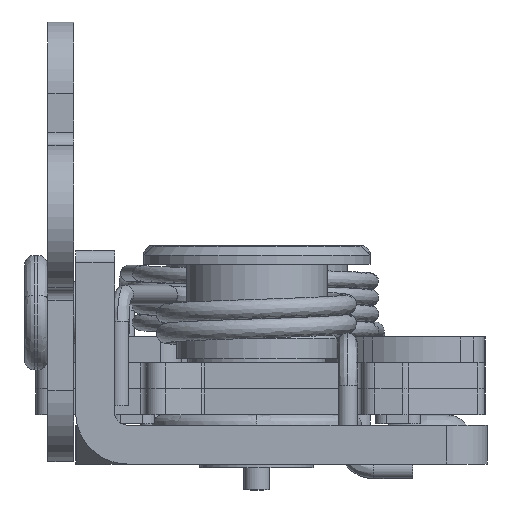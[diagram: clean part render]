
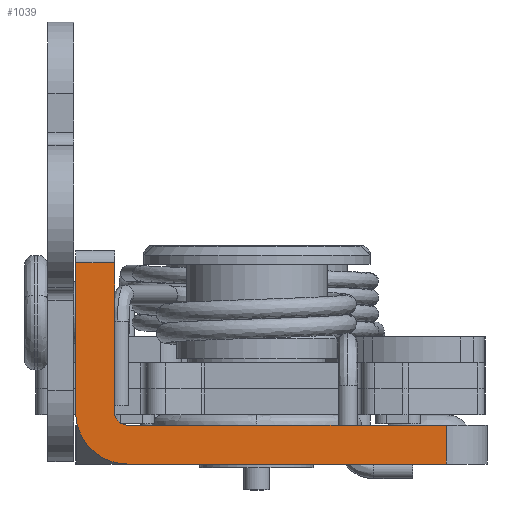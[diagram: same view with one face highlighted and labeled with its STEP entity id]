
A CAD part, left-side view. The second image highlights one B-rep face of the part: STEP entity #1039.
In plain terms, the highlighted planar face has unit normal (-1, 0, 0).
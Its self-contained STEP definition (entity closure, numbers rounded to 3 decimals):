
#1039=ADVANCED_FACE('',(#1883),#1884,.F.);
#1883=FACE_OUTER_BOUND('',#4193,.T.);
#1884=PLANE('',#4194);
#4193=EDGE_LOOP('',(#7271,#7272,#7273,#7274,#7275,#7276,#7277,#7278));
#4194=AXIS2_PLACEMENT_3D('',#7279,#7280,#7281);
#7271=ORIENTED_EDGE('',*,*,#8782,.F.);
#7272=ORIENTED_EDGE('',*,*,#8783,.T.);
#7273=ORIENTED_EDGE('',*,*,#8712,.T.);
#7274=ORIENTED_EDGE('',*,*,#8784,.T.);
#7275=ORIENTED_EDGE('',*,*,#8671,.T.);
#7276=ORIENTED_EDGE('',*,*,#8785,.T.);
#7277=ORIENTED_EDGE('',*,*,#8786,.T.);
#7278=ORIENTED_EDGE('',*,*,#8744,.T.);
#7279=CARTESIAN_POINT('',(-12.928,14.876,0.));
#7280=DIRECTION('',(1.0,0.,0.));
#7281=DIRECTION('',(0.,-1.0,0.));
#8671=EDGE_CURVE('',#10268,#10269,#10270,.T.);
#8712=EDGE_CURVE('',#10343,#10347,#10349,.T.);
#8744=EDGE_CURVE('',#10408,#10406,#10409,.T.);
#8782=EDGE_CURVE('',#10474,#10406,#10475,.T.);
#8783=EDGE_CURVE('',#10474,#10343,#10476,.T.);
#8784=EDGE_CURVE('',#10347,#10268,#10477,.T.);
#8785=EDGE_CURVE('',#10269,#10478,#10479,.T.);
#8786=EDGE_CURVE('',#10478,#10408,#10480,.T.);
#10268=VERTEX_POINT('',#12917);
#10269=VERTEX_POINT('',#12918);
#10270=CIRCLE('',#12919,4.0);
#10343=VERTEX_POINT('',#13232);
#10347=VERTEX_POINT('',#13237);
#10349=LINE('',#13239,#13240);
#10406=VERTEX_POINT('',#13311);
#10408=VERTEX_POINT('',#13314);
#10409=LINE('',#13315,#13316);
#10474=VERTEX_POINT('',#13432);
#10475=CIRCLE('',#13433,1.0);
#10476=LINE('',#13434,#13435);
#10477=LINE('',#13436,#13437);
#10478=VERTEX_POINT('',#13438);
#10479=LINE('',#13439,#13440);
#10480=LINE('',#13441,#13442);
#12917=CARTESIAN_POINT('',(-12.928,17.876,4.0));
#12918=CARTESIAN_POINT('',(-12.928,13.876,0.));
#12919=AXIS2_PLACEMENT_3D('',#15431,#15432,#15433);
#13232=CARTESIAN_POINT('',(-12.928,14.876,15.5));
#13237=CARTESIAN_POINT('',(-12.928,17.876,15.5));
#13239=CARTESIAN_POINT('',(-12.928,14.876,15.5));
#13240=VECTOR('',#15510,1.0);
#13311=CARTESIAN_POINT('',(-12.928,13.876,3.0));
#13314=CARTESIAN_POINT('',(-12.928,-10.699,3.0));
#13315=CARTESIAN_POINT('',(-12.928,14.876,3.0));
#13316=VECTOR('',#15574,1.0);
#13432=CARTESIAN_POINT('',(-12.928,14.876,4.0));
#13433=AXIS2_PLACEMENT_3D('',#15646,#15647,#15648);
#13434=CARTESIAN_POINT('',(-12.928,14.876,0.));
#13435=VECTOR('',#15649,1.0);
#13436=CARTESIAN_POINT('',(-12.928,17.876,0.));
#13437=VECTOR('',#15650,1.0);
#13438=CARTESIAN_POINT('',(-12.928,-10.699,0.));
#13439=CARTESIAN_POINT('',(-12.928,13.701,0.));
#13440=VECTOR('',#15651,1.0);
#13441=CARTESIAN_POINT('',(-12.928,-10.699,0.));
#13442=VECTOR('',#15652,1.0);
#15431=CARTESIAN_POINT('',(-12.928,13.876,4.0));
#15432=DIRECTION('',(-1.0,0.,0.));
#15433=DIRECTION('',(0.,1.0,0.));
#15510=DIRECTION('',(0.,1.0,0.));
#15574=DIRECTION('',(0.,1.0,0.));
#15646=CARTESIAN_POINT('',(-12.928,13.876,4.0));
#15647=DIRECTION('',(-1.0,0.,0.));
#15648=DIRECTION('',(0.,1.0,0.));
#15649=DIRECTION('',(0.,0.,1.0));
#15650=DIRECTION('',(0.,0.,-1.0));
#15651=DIRECTION('',(0.,-1.0,0.));
#15652=DIRECTION('',(0.,0.,1.0));
